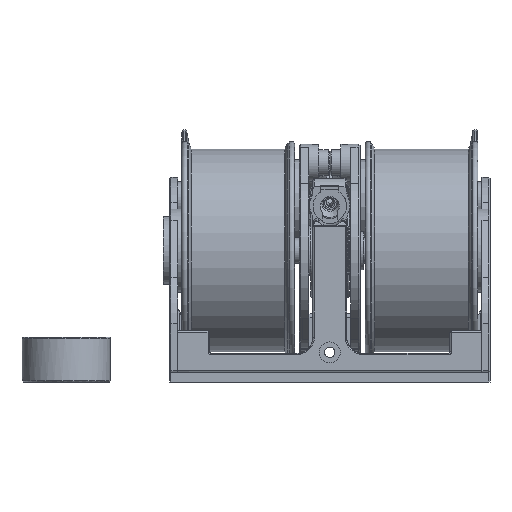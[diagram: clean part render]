
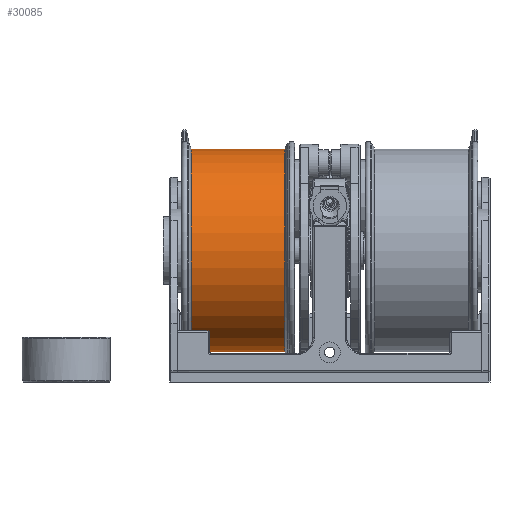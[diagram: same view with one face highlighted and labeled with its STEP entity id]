
A CAD part, front view. The second image highlights one B-rep face of the part: STEP entity #30085.
In plain terms, the highlighted cylindrical face has radius 31.625 mm (diameter 63.25 mm), a full revolution.
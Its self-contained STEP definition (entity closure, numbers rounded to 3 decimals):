
#2103=LINE('',#43787,#4559);
#4559=VECTOR('',#35557,31.625);
#6827=CYLINDRICAL_SURFACE('',#32250,31.625);
#7423=FACE_OUTER_BOUND('',#9277,.T.);
#9277=EDGE_LOOP('',(#20522,#20523,#20524,#20525));
#11215=CIRCLE('',#32248,31.625);
#11217=CIRCLE('',#32251,31.625);
#12558=VERTEX_POINT('',#43781);
#12559=VERTEX_POINT('',#43785);
#15566=EDGE_CURVE('',#12558,#12558,#11215,.T.);
#15568=EDGE_CURVE('',#12559,#12559,#11217,.T.);
#15569=EDGE_CURVE('',#12559,#12558,#2103,.T.);
#20522=ORIENTED_EDGE('',*,*,#15568,.T.);
#20523=ORIENTED_EDGE('',*,*,#15569,.T.);
#20524=ORIENTED_EDGE('',*,*,#15566,.F.);
#20525=ORIENTED_EDGE('',*,*,#15569,.F.);
#30085=ADVANCED_FACE('',(#7423),#6827,.T.);
#32248=AXIS2_PLACEMENT_3D('',#43782,#35549,#35550);
#32250=AXIS2_PLACEMENT_3D('',#43784,#35553,#35554);
#32251=AXIS2_PLACEMENT_3D('',#43786,#35555,#35556);
#35549=DIRECTION('center_axis',(1.,0.,0.));
#35550=DIRECTION('ref_axis',(0.,0.,-1.));
#35553=DIRECTION('center_axis',(1.,0.,0.));
#35554=DIRECTION('ref_axis',(0.,0.,-1.));
#35555=DIRECTION('center_axis',(1.,0.,0.));
#35556=DIRECTION('ref_axis',(0.,0.,-1.));
#35557=DIRECTION('',(1.,0.,0.));
#43781=CARTESIAN_POINT('',(43.273,0.,31.625));
#43782=CARTESIAN_POINT('Origin',(43.273,0.,0.));
#43784=CARTESIAN_POINT('Origin',(28.625,0.,0.));
#43785=CARTESIAN_POINT('',(13.977,0.,31.625));
#43786=CARTESIAN_POINT('Origin',(13.977,0.,0.));
#43787=CARTESIAN_POINT('',(28.625,0.,31.625));
